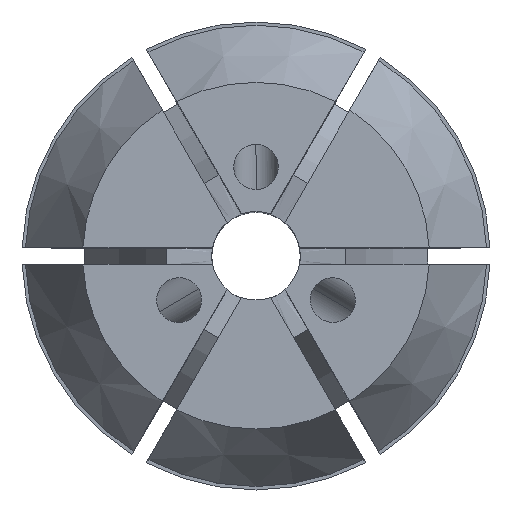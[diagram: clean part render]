
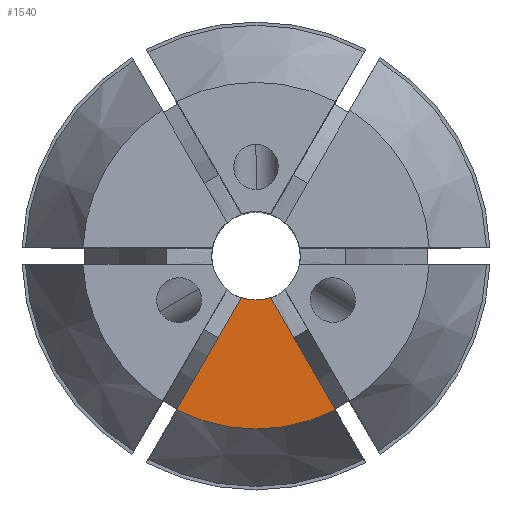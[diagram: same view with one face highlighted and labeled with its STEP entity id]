
A CAD part, top view. The second image highlights one B-rep face of the part: STEP entity #1540.
In plain terms, the highlighted planar face has unit normal (0, 0, 1).
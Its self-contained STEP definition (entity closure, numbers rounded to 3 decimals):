
#17 = VERTEX_POINT ( 'NONE', #3715 ) ;
#91 = AXIS2_PLACEMENT_3D ( 'NONE', #1350, #1290, #385 ) ;
#186 = FACE_OUTER_BOUND ( 'NONE', #629, .T. ) ;
#349 = VECTOR ( 'NONE', #1992, 1000. ) ;
#385 = DIRECTION ( 'NONE',  ( 1., 0., 0. ) ) ;
#629 = EDGE_LOOP ( 'NONE', ( #2720, #2459, #1998, #1353 ) ) ;
#838 = DIRECTION ( 'NONE',  ( -1., 0., 0. ) ) ;
#909 = CARTESIAN_POINT ( 'NONE',  ( 3.693, 5.646, 31.5 ) ) ;
#945 = CARTESIAN_POINT ( 'NONE',  ( -0.65, -1.875, 31.5 ) ) ;
#996 = LINE ( 'NONE', #1666, #349 ) ;
#1001 = VERTEX_POINT ( 'NONE', #3031 ) ;
#1118 = EDGE_CURVE ( 'NONE', #3789, #17, #1630, .T. ) ;
#1290 = DIRECTION ( 'NONE',  ( 0., 0., 1. ) ) ;
#1350 = CARTESIAN_POINT ( 'NONE',  ( 0., 7.778, 31.5 ) ) ;
#1353 = ORIENTED_EDGE ( 'NONE', *, *, #1401, .F. ) ;
#1401 = EDGE_CURVE ( 'NONE', #1001, #3789, #996, .T. ) ;
#1540 = ADVANCED_FACE ( 'NONE', ( #186 ), #2945, .T. ) ;
#1630 = CIRCLE ( 'NONE', #3240, 7.778 ) ;
#1666 = CARTESIAN_POINT ( 'NONE',  ( -3.693, 5.646, 31.5 ) ) ;
#1992 = DIRECTION ( 'NONE',  ( 0.5, -0.866, 0. ) ) ;
#1998 = ORIENTED_EDGE ( 'NONE', *, *, #1118, .F. ) ;
#2002 = EDGE_CURVE ( 'NONE', #3885, #1001, #2665, .T. ) ;
#2120 = DIRECTION ( 'NONE',  ( 0., 0., -1. ) ) ;
#2269 = AXIS2_PLACEMENT_3D ( 'NONE', #3819, #2552, #3474 ) ;
#2459 = ORIENTED_EDGE ( 'NONE', *, *, #4004, .T. ) ;
#2460 = LINE ( 'NONE', #909, #3979 ) ;
#2552 = DIRECTION ( 'NONE',  ( 0., 0., 1. ) ) ;
#2665 = CIRCLE ( 'NONE', #2269, 1.984 ) ;
#2720 = ORIENTED_EDGE ( 'NONE', *, *, #2002, .F. ) ;
#2945 = PLANE ( 'NONE',  #91 ) ;
#3031 = CARTESIAN_POINT ( 'NONE',  ( 0.65, -1.875, 31.5 ) ) ;
#3240 = AXIS2_PLACEMENT_3D ( 'NONE', #4049, #2120, #838 ) ;
#3474 = DIRECTION ( 'NONE',  ( 1., 0., 0. ) ) ;
#3537 = CARTESIAN_POINT ( 'NONE',  ( 3.56, -6.916, 31.5 ) ) ;
#3715 = CARTESIAN_POINT ( 'NONE',  ( -3.56, -6.916, 31.5 ) ) ;
#3734 = DIRECTION ( 'NONE',  ( -0.5, -0.866, 0. ) ) ;
#3789 = VERTEX_POINT ( 'NONE', #3537 ) ;
#3819 = CARTESIAN_POINT ( 'NONE',  ( 0., 0., 31.5 ) ) ;
#3885 = VERTEX_POINT ( 'NONE', #945 ) ;
#3979 = VECTOR ( 'NONE', #3734, 1000. ) ;
#4004 = EDGE_CURVE ( 'NONE', #3885, #17, #2460, .T. ) ;
#4049 = CARTESIAN_POINT ( 'NONE',  ( 0., 0., 31.5 ) ) ;
